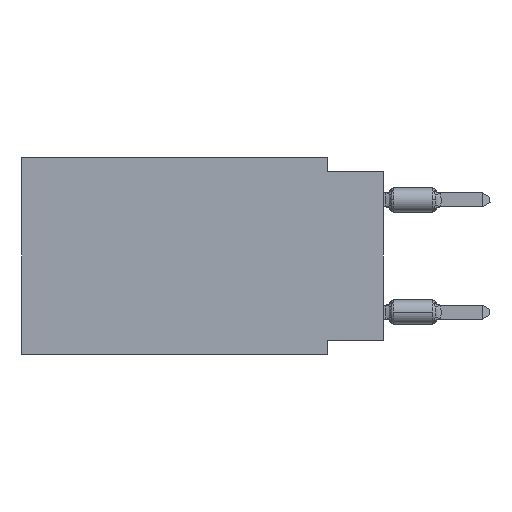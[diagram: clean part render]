
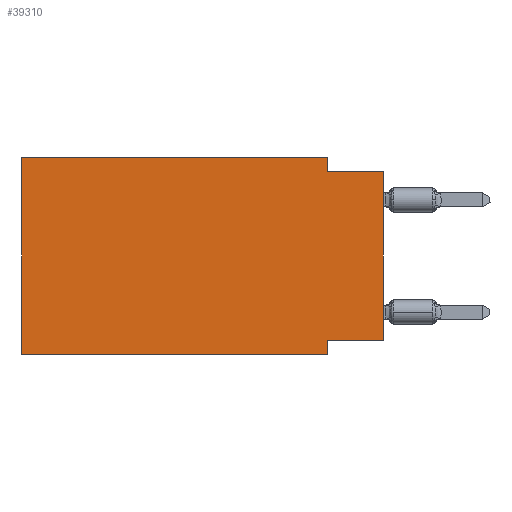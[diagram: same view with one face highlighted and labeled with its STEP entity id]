
A CAD part, left-side view. The second image highlights one B-rep face of the part: STEP entity #39310.
In plain terms, the highlighted planar face has unit normal (-1, 0, 0).
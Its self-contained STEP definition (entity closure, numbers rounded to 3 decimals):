
#443 = EDGE_CURVE ( 'NONE', #24931, #30417, #39000, .T. ) ;
#1477 = EDGE_CURVE ( 'NONE', #37201, #55761, #26428, .T. ) ;
#1808 = EDGE_CURVE ( 'NONE', #29301, #39091, #11464, .T. ) ;
#3953 = ORIENTED_EDGE ( 'NONE', *, *, #52237, .F. ) ;
#4579 = CARTESIAN_POINT ( 'NONE',  ( 0., 0., -8.255 ) ) ;
#4747 = EDGE_CURVE ( 'NONE', #37201, #39091, #51493, .T. ) ;
#6703 = FACE_OUTER_BOUND ( 'NONE', #40269, .T. ) ;
#6992 = PLANE ( 'NONE',  #52718 ) ;
#7806 = VECTOR ( 'NONE', #39908, 1000. ) ;
#8577 = LINE ( 'NONE', #4579, #35863 ) ;
#8628 = CARTESIAN_POINT ( 'NONE',  ( 0., 2.54, -8.255 ) ) ;
#10699 = VECTOR ( 'NONE', #37652, 1000. ) ;
#10777 = LINE ( 'NONE', #36824, #10699 ) ;
#11464 = LINE ( 'NONE', #24658, #43334 ) ;
#12819 = DIRECTION ( 'NONE',  ( 0., 0., 1. ) ) ;
#16051 = DIRECTION ( 'NONE',  ( 0., 0., -1. ) ) ;
#16924 = ORIENTED_EDGE ( 'NONE', *, *, #1808, .F. ) ;
#21286 = VECTOR ( 'NONE', #12819, 1000. ) ;
#21593 = CARTESIAN_POINT ( 'NONE',  ( 0., 0., -0.635 ) ) ;
#22416 = DIRECTION ( 'NONE',  ( 0., 0., 1. ) ) ;
#24014 = ORIENTED_EDGE ( 'NONE', *, *, #49039, .F. ) ;
#24175 = CARTESIAN_POINT ( 'NONE',  ( 0., 16.383, 0. ) ) ;
#24348 = VECTOR ( 'NONE', #50928, 1000. ) ;
#24658 = CARTESIAN_POINT ( 'NONE',  ( 0., 2.54, -8.89 ) ) ;
#24802 = EDGE_CURVE ( 'NONE', #33189, #30417, #52803, .T. ) ;
#24931 = VERTEX_POINT ( 'NONE', #49361 ) ;
#25955 = VECTOR ( 'NONE', #22416, 1000. ) ;
#26428 = LINE ( 'NONE', #52775, #25955 ) ;
#26529 = CARTESIAN_POINT ( 'NONE',  ( 0., 2.54, -0.635 ) ) ;
#28065 = CARTESIAN_POINT ( 'NONE',  ( 0., 16.383, 0. ) ) ;
#28474 = DIRECTION ( 'NONE',  ( 0., 0., -1. ) ) ;
#29301 = VERTEX_POINT ( 'NONE', #8628 ) ;
#30241 = CARTESIAN_POINT ( 'NONE',  ( 0., 2.54, 0. ) ) ;
#30417 = VERTEX_POINT ( 'NONE', #38123 ) ;
#32017 = CARTESIAN_POINT ( 'NONE',  ( 0., 16.383, -8.89 ) ) ;
#33189 = VERTEX_POINT ( 'NONE', #26529 ) ;
#35107 = CARTESIAN_POINT ( 'NONE',  ( 0., 16.383, 0. ) ) ;
#35656 = CARTESIAN_POINT ( 'NONE',  ( 0., 2.54, -8.89 ) ) ;
#35863 = VECTOR ( 'NONE', #52112, 1000. ) ;
#36824 = CARTESIAN_POINT ( 'NONE',  ( 0., 2.54, 0. ) ) ;
#37088 = VECTOR ( 'NONE', #40637, 1000. ) ;
#37201 = VERTEX_POINT ( 'NONE', #32017 ) ;
#37652 = DIRECTION ( 'NONE',  ( 0., 0., -1. ) ) ;
#38123 = CARTESIAN_POINT ( 'NONE',  ( 0., 0., -0.635 ) ) ;
#39000 = LINE ( 'NONE', #56472, #21286 ) ;
#39091 = VERTEX_POINT ( 'NONE', #35656 ) ;
#39310 = ADVANCED_FACE ( 'NONE', ( #6703 ), #6992, .F. ) ;
#39908 = DIRECTION ( 'NONE',  ( 0., -1., 0. ) ) ;
#40216 = ORIENTED_EDGE ( 'NONE', *, *, #24802, .F. ) ;
#40269 = EDGE_LOOP ( 'NONE', ( #51533, #40216, #47114, #24014, #45916, #49232, #16924, #3953 ) ) ;
#40637 = DIRECTION ( 'NONE',  ( 0., -1., 0. ) ) ;
#41209 = LINE ( 'NONE', #28065, #37088 ) ;
#41681 = VERTEX_POINT ( 'NONE', #30241 ) ;
#42048 = CARTESIAN_POINT ( 'NONE',  ( 0., 16.383, -8.89 ) ) ;
#43334 = VECTOR ( 'NONE', #16051, 1000. ) ;
#45916 = ORIENTED_EDGE ( 'NONE', *, *, #1477, .F. ) ;
#47114 = ORIENTED_EDGE ( 'NONE', *, *, #50699, .F. ) ;
#49039 = EDGE_CURVE ( 'NONE', #55761, #41681, #41209, .T. ) ;
#49232 = ORIENTED_EDGE ( 'NONE', *, *, #4747, .T. ) ;
#49361 = CARTESIAN_POINT ( 'NONE',  ( 0., 0., -8.255 ) ) ;
#50699 = EDGE_CURVE ( 'NONE', #41681, #33189, #10777, .T. ) ;
#50928 = DIRECTION ( 'NONE',  ( 0., -1., 0. ) ) ;
#51493 = LINE ( 'NONE', #42048, #24348 ) ;
#51533 = ORIENTED_EDGE ( 'NONE', *, *, #443, .T. ) ;
#52112 = DIRECTION ( 'NONE',  ( 0., 1., 0. ) ) ;
#52237 = EDGE_CURVE ( 'NONE', #24931, #29301, #8577, .T. ) ;
#52718 = AXIS2_PLACEMENT_3D ( 'NONE', #24175, #55382, #28474 ) ;
#52775 = CARTESIAN_POINT ( 'NONE',  ( 0., 16.383, 0. ) ) ;
#52803 = LINE ( 'NONE', #21593, #7806 ) ;
#55382 = DIRECTION ( 'NONE',  ( 1., 0., 0. ) ) ;
#55761 = VERTEX_POINT ( 'NONE', #35107 ) ;
#56472 = CARTESIAN_POINT ( 'NONE',  ( 0., 0., 0. ) ) ;
